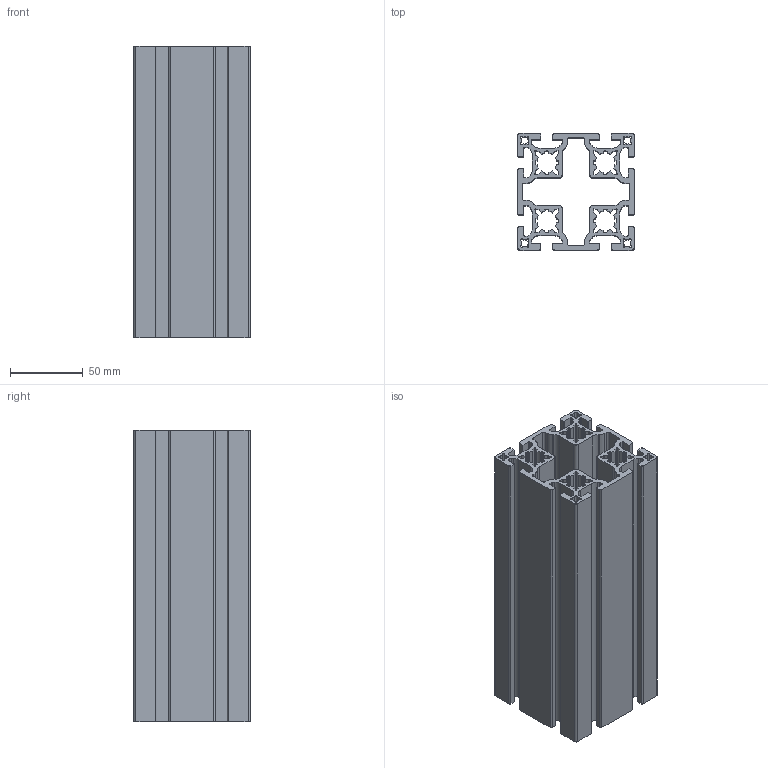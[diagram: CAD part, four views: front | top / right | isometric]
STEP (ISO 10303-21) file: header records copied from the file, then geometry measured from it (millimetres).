
FILE_DESCRIPTION (( 'STEP AP203' ), '1' );
FILE_NAME ('Perfil 80x80 REFORÇADO.STEP', '2015-12-15T10:48:56', ( '' ), ( '' ), 'SwSTEP 2.0', 'SolidWorks 2014', '' );
FILE_SCHEMA (( 'CONFIG_CONTROL_DESIGN' ));
Length unit declared in the file: millimetre
Products named in the file (1): Perfil 80x80 REFORÇADO
Bounding box: 80 x 80 x 200 mm (x, y, z)
Volume: 407573 mm3; surface area: 270239.8 mm2
Topology: 1 solids, 1 shells, 538 faces, 1608 edges, 1072 vertices
Faces by surface type: cylinder 296, plane 242
Entity records: 18417 total; most frequent: DIRECTION 3278, CARTESIAN_POINT 3219, ORIENTED_EDGE 3216, EDGE_CURVE 1608, AXIS2_PLACEMENT_3D 1131, VERTEX_POINT 1072, LINE 1016, VECTOR 1016
